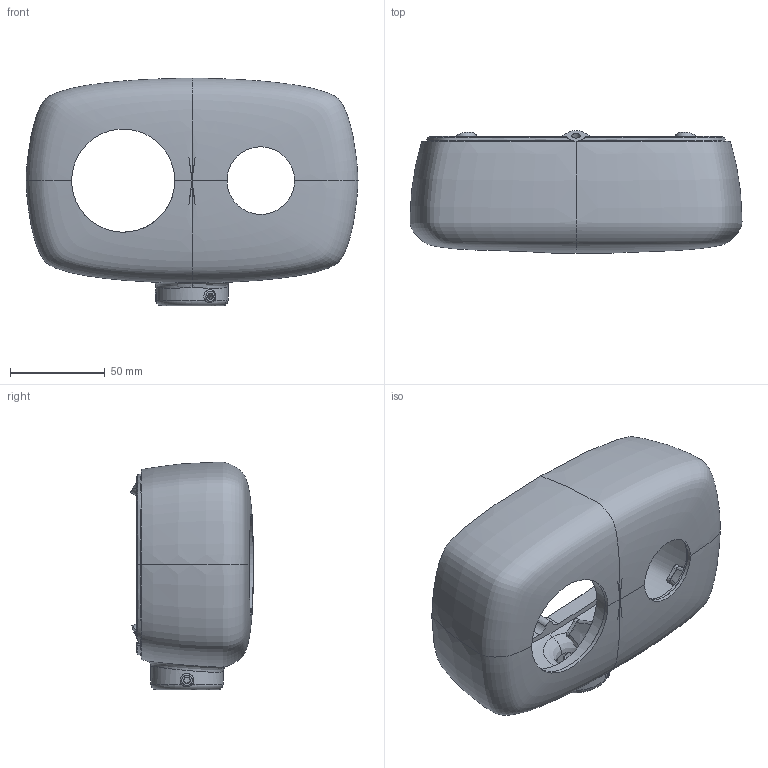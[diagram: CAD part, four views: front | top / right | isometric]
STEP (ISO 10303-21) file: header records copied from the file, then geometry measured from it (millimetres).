
FILE_DESCRIPTION(/* description */ (''),/* implementation_level */ '2;1');
FILE_NAME(/* name */ '5f86bb1e4f82eb0ecaeda395',/* time_stamp */ '2020-10-14T08:47:27+00:00',/* author */ (''),/* organization */ (''),/* preprocessor_version */ 'ST-DEVELOPER v16.7',/* originating_system */ $,/* authorisation */ $);
FILE_SCHEMA (('AUTOMOTIVE_DESIGN {1 0 10303 214 3 1 1}'));
Length unit declared in the file: metre
Products named in the file (1): front_head
Bounding box: 175 x 64.74 x 120 mm (x, y, z)
Volume: 116056.8 mm3; surface area: 90605.7 mm2
Topology: 1 solids, 1 shells, 378 faces, 995 edges, 628 vertices
Faces by surface type: bspline 160, cylinder 108, plane 92, torus 10, cone 8
Full cylindrical faces by diameter (mm): 3.3 x3, 3.4 x7, 3.5 x3, 4.7 x11, 35.6 x1, 36 x1, 38 x1, 54.4 x1, 55.6 x1
Entity records: 29066 total; most frequent: CARTESIAN_POINT 21347, ORIENTED_EDGE 1880, DIRECTION 1122, EDGE_CURVE 940, VERTEX_POINT 612, B_SPLINE_CURVE_WITH_KNOTS 516, AXIS2_PLACEMENT_3D 479, EDGE_LOOP 444
